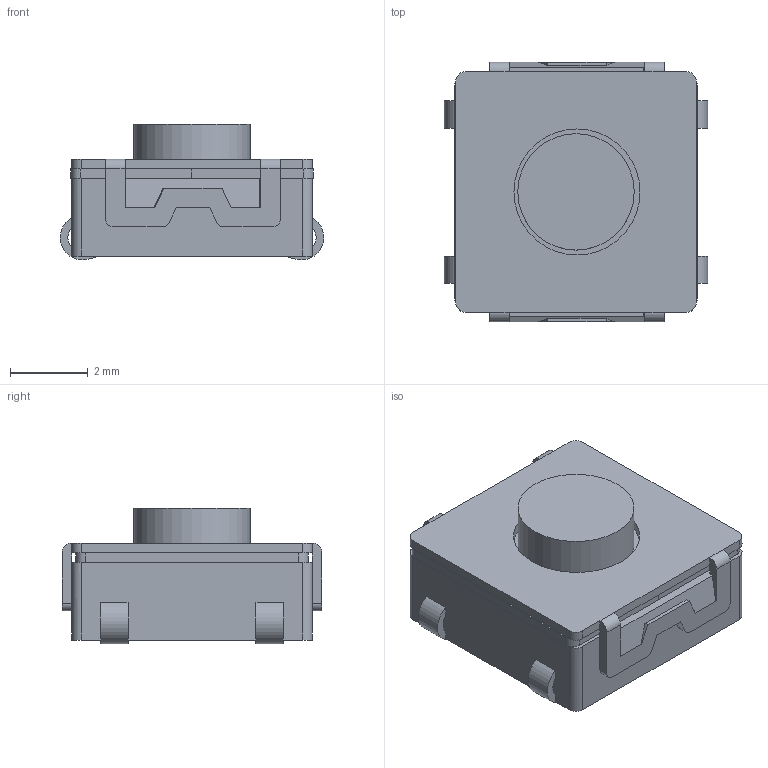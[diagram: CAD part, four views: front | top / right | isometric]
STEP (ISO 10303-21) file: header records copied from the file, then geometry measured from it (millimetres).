
FILE_DESCRIPTION(('FreeCAD Model'),'2;1');
FILE_NAME('TL3304.step','2017-11-04T10:41:54',('kicad StepUp'),('ksu MCAD') ,'Open CASCADE STEP processor 6.8','FreeCAD','Unknown');
FILE_SCHEMA(('AUTOMOTIVE_DESIGN_CC2 { 1 2 10303 214 -1 1 5 4 }'));
Length unit declared in the file: millimetre
Products named in the file (1): TL3304
Bounding box: 6.8 x 6.7 x 3.5 mm (x, y, z)
Volume: 81.1 mm3; surface area: 260.1 mm2
Topology: 1 solids, 2 shells, 256 faces, 738 edges, 481 vertices
Faces by surface type: plane 167, cylinder 47, bspline 41, cone 1
Full cylindrical faces by diameter (mm): 0.8 x1, 3 x1, 3.25 x1, 5 x2
Entity records: 12578 total; most frequent: CARTESIAN_POINT 4069, ORIENTED_EDGE 1476, DIRECTION 1283, EDGE_CURVE 738, LINE 573, VECTOR 573, VERTEX_POINT 481, AXIS2_PLACEMENT_3D 355
